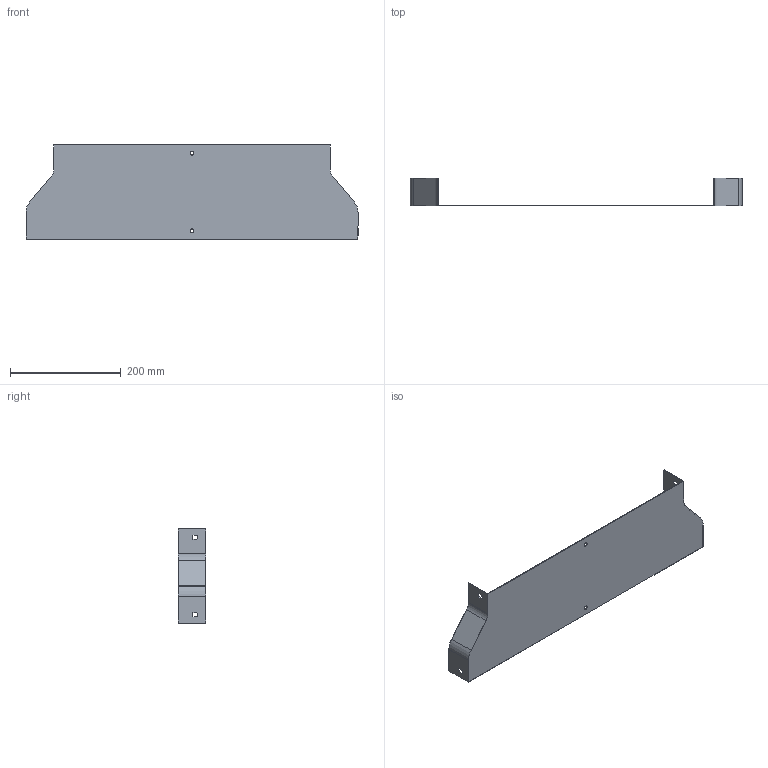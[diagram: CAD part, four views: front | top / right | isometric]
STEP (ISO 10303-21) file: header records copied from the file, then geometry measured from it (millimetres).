
FILE_DESCRIPTION (( 'STEP AP203' ), '1' );
FILE_NAME ('Ïåðåõîäíèê RRC_36422.STEP', '2012-11-26T06:59:17', ( 'Àñååâ' ), ( '' ), 'SwSTEP 2.0', 'SolidWorks 2012', '' );
FILE_SCHEMA (( 'CONFIG_CONTROL_DESIGN' ));
Length unit declared in the file: millimetre
Products named in the file (1): 盷謥羻僾鴀 RRC_36422
Bounding box: 600 x 50 x 170 mm (x, y, z)
Volume: 89504.1 mm3; surface area: 225226.9 mm2
Topology: 1 solids, 1 shells, 44 faces, 128 edges, 86 vertices
Faces by surface type: plane 26, cylinder 18
Full cylindrical faces by diameter (mm): 7 x2
Entity records: 1537 total; most frequent: CARTESIAN_POINT 253, DIRECTION 250, ORIENTED_EDGE 248, EDGE_CURVE 124, LINE 88, VECTOR 88, VERTEX_POINT 84, AXIS2_PLACEMENT_3D 81
